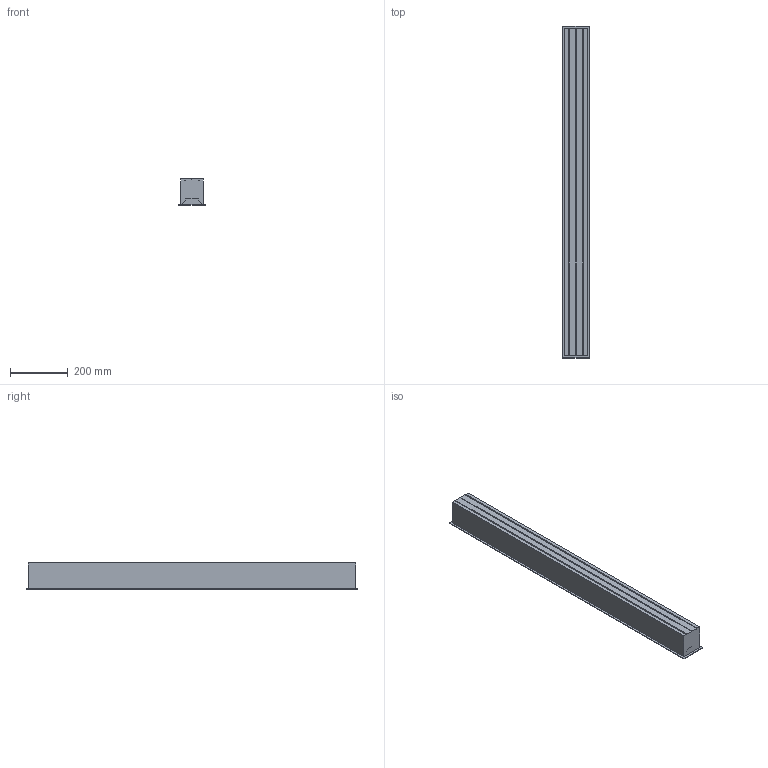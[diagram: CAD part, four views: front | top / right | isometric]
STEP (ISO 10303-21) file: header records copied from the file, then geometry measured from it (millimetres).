
FILE_DESCRIPTION(/* description */ ('This is a sample STEP configuration'),/* implementation_level */ '2;1');
FILE_NAME(/* name */ '728-307043xxxxxx SIMPLE.ipt_Rev_01.stp',/* time_stamp */ '2023-09-19T06:15:39+02:00',/* author */ ('powerJobs'),/* organization */ ('coolOrange'),/* preprocessor_version */ 'ST-DEVELOPER v19.2',/* originating_system */ 'Autodesk Inventor 2023',/* authorisation */ '');
FILE_SCHEMA (('AUTOMOTIVE_DESIGN { 1 0 10303 214 3 1 1 }'));
Length unit declared in the file: millimetre
Products named in the file (1): ENG000019107
Bounding box: 92 x 1146.5 x 90 mm (x, y, z)
Volume: 5933518.9 mm3; surface area: 520372.7 mm2
Topology: 1 solids, 1 shells, 178 faces, 429 edges, 286 vertices
Faces by surface type: plane 178
Entity records: 5116 total; most frequent: CARTESIAN_POINT 894, ORIENTED_EDGE 858, DIRECTION 787, LINE 429, VECTOR 429, EDGE_CURVE 429, VERTEX_POINT 286, EDGE_LOOP 211
